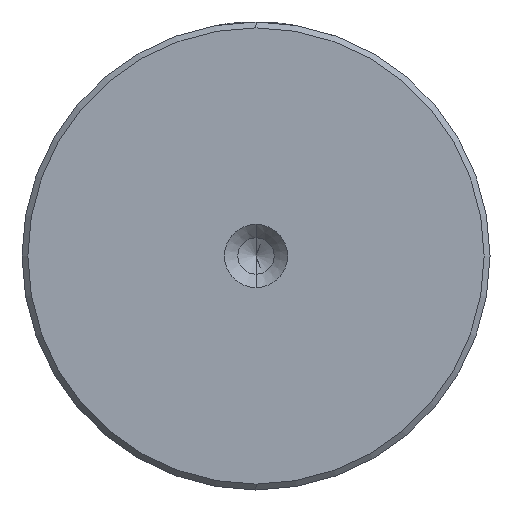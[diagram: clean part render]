
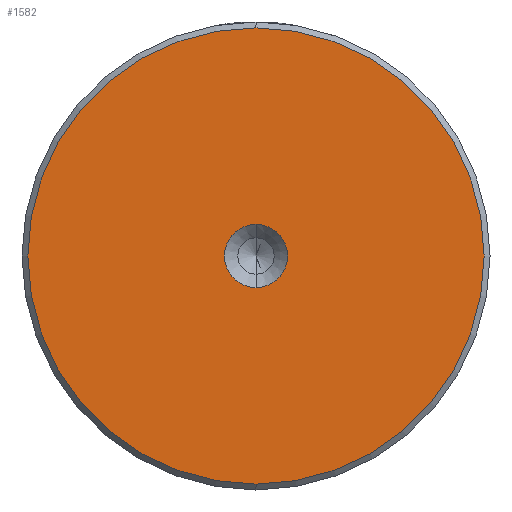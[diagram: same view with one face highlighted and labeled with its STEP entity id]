
A CAD part, left-side view. The second image highlights one B-rep face of the part: STEP entity #1582.
In plain terms, the highlighted planar face has unit normal (-1, 0, 0).
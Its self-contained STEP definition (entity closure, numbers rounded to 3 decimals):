
#76 = ORIENTED_EDGE ( 'NONE', *, *, #380, .T. ) ;
#89 = DIRECTION ( 'NONE',  ( 0., 0., 1. ) ) ;
#377 = DIRECTION ( 'NONE',  ( -1., 0., 0. ) ) ;
#380 = EDGE_CURVE ( 'NONE', #2276, #531, #1224, .T. ) ;
#516 = CARTESIAN_POINT ( 'NONE',  ( 0., 0., 19.5 ) ) ;
#531 = VERTEX_POINT ( 'NONE', #910 ) ;
#579 = ORIENTED_EDGE ( 'NONE', *, *, #1592, .F. ) ;
#706 = AXIS2_PLACEMENT_3D ( 'NONE', #2202, #1151, #89 ) ;
#720 = AXIS2_PLACEMENT_3D ( 'NONE', #1816, #1810, #1654 ) ;
#725 = PLANE ( 'NONE',  #1202 ) ;
#751 = VERTEX_POINT ( 'NONE', #1870 ) ;
#807 = EDGE_LOOP ( 'NONE', ( #579, #1690 ) ) ;
#859 = CARTESIAN_POINT ( 'NONE',  ( 0., 0., 0. ) ) ;
#863 = AXIS2_PLACEMENT_3D ( 'NONE', #1441, #377, #1611 ) ;
#910 = CARTESIAN_POINT ( 'NONE',  ( 0., 0., -19.5 ) ) ;
#1022 = EDGE_CURVE ( 'NONE', #751, #1443, #2016, .T. ) ;
#1024 = FACE_BOUND ( 'NONE', #807, .T. ) ;
#1029 = DIRECTION ( 'NONE',  ( 0., 0., 1. ) ) ;
#1140 = EDGE_LOOP ( 'NONE', ( #1776, #76 ) ) ;
#1146 = EDGE_CURVE ( 'NONE', #531, #2276, #1681, .T. ) ;
#1151 = DIRECTION ( 'NONE',  ( -1., 0., 0. ) ) ;
#1202 = AXIS2_PLACEMENT_3D ( 'NONE', #1600, #1430, #1964 ) ;
#1224 = CIRCLE ( 'NONE', #720, 19.5 ) ;
#1430 = DIRECTION ( 'NONE',  ( -1., 0., 0. ) ) ;
#1441 = CARTESIAN_POINT ( 'NONE',  ( 0., 0., 0. ) ) ;
#1443 = VERTEX_POINT ( 'NONE', #1750 ) ;
#1548 = FACE_OUTER_BOUND ( 'NONE', #1140, .T. ) ;
#1582 = ADVANCED_FACE ( 'NONE', ( #1548, #1024 ), #725, .T. ) ;
#1592 = EDGE_CURVE ( 'NONE', #1443, #751, #1908, .T. ) ;
#1600 = CARTESIAN_POINT ( 'NONE',  ( 0., 0., 0. ) ) ;
#1611 = DIRECTION ( 'NONE',  ( 0., 0., 1. ) ) ;
#1654 = DIRECTION ( 'NONE',  ( 0., 0., 1. ) ) ;
#1681 = CIRCLE ( 'NONE', #1884, 19.5 ) ;
#1690 = ORIENTED_EDGE ( 'NONE', *, *, #1022, .F. ) ;
#1750 = CARTESIAN_POINT ( 'NONE',  ( 0., 0., 2.7 ) ) ;
#1776 = ORIENTED_EDGE ( 'NONE', *, *, #1146, .T. ) ;
#1810 = DIRECTION ( 'NONE',  ( -1., 0., 0. ) ) ;
#1816 = CARTESIAN_POINT ( 'NONE',  ( 0., 0., 0. ) ) ;
#1870 = CARTESIAN_POINT ( 'NONE',  ( 0., 0., -2.7 ) ) ;
#1884 = AXIS2_PLACEMENT_3D ( 'NONE', #859, #2086, #1029 ) ;
#1908 = CIRCLE ( 'NONE', #863, 2.7 ) ;
#1964 = DIRECTION ( 'NONE',  ( 0., 0., 1. ) ) ;
#2016 = CIRCLE ( 'NONE', #706, 2.7 ) ;
#2086 = DIRECTION ( 'NONE',  ( -1., 0., 0. ) ) ;
#2202 = CARTESIAN_POINT ( 'NONE',  ( 0., 0., 0. ) ) ;
#2276 = VERTEX_POINT ( 'NONE', #516 ) ;
